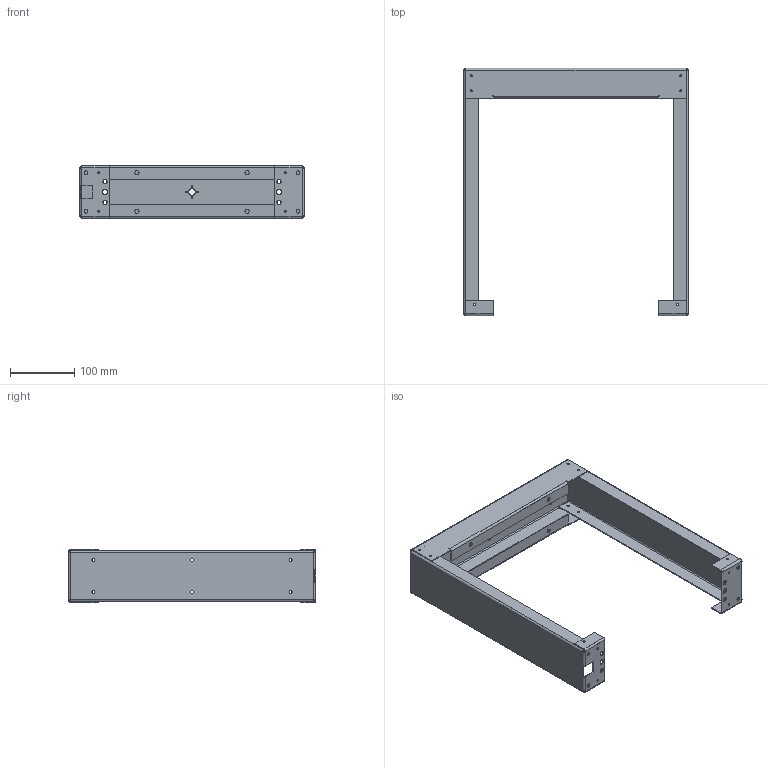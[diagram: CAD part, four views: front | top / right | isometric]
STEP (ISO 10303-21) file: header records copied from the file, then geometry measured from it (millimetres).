
FILE_DESCRIPTION(/* description */ (''),/* implementation_level */ '2;1');
FILE_NAME(/* name */ 'frame_inner.stp',/* time_stamp */ '2016-06-12T18:06:41-07:00',/* author */ ('cruiser'),/* organization */ (''),/* preprocessor_version */ 'ST-DEVELOPER v15.2',/* originating_system */ 'Autodesk Inventor 2014',/* authorisation */ '');
FILE_SCHEMA (('AUTOMOTIVE_DESIGN { 1 0 10303 214 3 1 1 }'));
Length unit declared in the file: millimetre
Products named in the file (1): frame_inner
Bounding box: 350 x 385 x 83.17 mm (x, y, z)
Volume: 269958.9 mm3; surface area: 347028.2 mm2
Topology: 1 solids, 1 shells, 235 faces, 573 edges, 338 vertices
Faces by surface type: plane 128, cylinder 103, bspline 4
Full cylindrical faces by diameter (mm): 3 x8, 3.3 x24, 4.5 x18, 6 x4, 6.5 x12, 8 x4, 10.3 x1
Entity records: 6826 total; most frequent: CARTESIAN_POINT 1200, DIRECTION 1160, ORIENTED_EDGE 1004, EDGE_CURVE 502, EDGE_LOOP 448, AXIS2_PLACEMENT_3D 434, VERTEX_POINT 338, LINE 292
